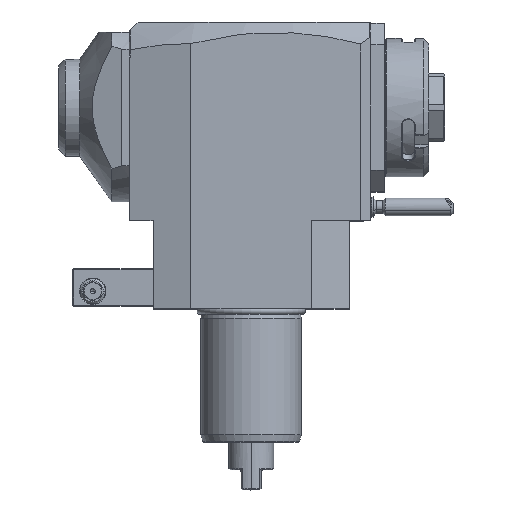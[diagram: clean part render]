
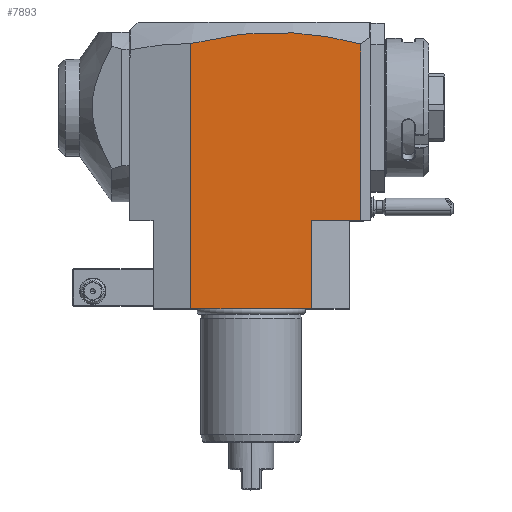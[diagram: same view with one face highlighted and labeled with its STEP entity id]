
A CAD part, top view. The second image highlights one B-rep face of the part: STEP entity #7893.
In plain terms, the highlighted planar face has unit normal (0, 0, 1).
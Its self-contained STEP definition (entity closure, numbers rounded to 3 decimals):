
#140=DIRECTION('',(0.,-1.,0.));
#141=VECTOR('',#140,70.258);
#142=CARTESIAN_POINT('',(43.5,105.258,37.5));
#143=LINE('',#142,#141);
#144=DIRECTION('',(-1.,0.,0.));
#145=VECTOR('',#144,19.5);
#146=CARTESIAN_POINT('',(43.5,35.,37.5));
#147=LINE('',#146,#145);
#148=CARTESIAN_POINT('',(-24.,105.435,37.5));
#149=CARTESIAN_POINT('',(-18.371,106.939,37.5));
#150=CARTESIAN_POINT('',(-7.115,109.162,37.5));
#151=CARTESIAN_POINT('',(9.762,110.233,37.5));
#152=CARTESIAN_POINT('',(26.635,109.072,37.5));
#153=CARTESIAN_POINT('',(37.879,106.791,37.5));
#154=CARTESIAN_POINT('',(43.5,105.258,37.5));
#218=DIRECTION('',(0.,-1.,0.));
#219=VECTOR('',#218,105.435);
#220=CARTESIAN_POINT('',(-24.,105.435,37.5));
#221=LINE('',#220,#219);
#238=DIRECTION('',(-1.,0.,0.));
#239=VECTOR('',#238,48.);
#240=CARTESIAN_POINT('',(24.,0.,37.5));
#241=LINE('',#240,#239);
#2718=DIRECTION('',(0.,1.,0.));
#2719=VECTOR('',#2718,35.);
#2720=CARTESIAN_POINT('',(24.,0.,37.5));
#2721=LINE('',#2720,#2719);
#7120=VERTEX_POINT('',#148);
#7121=VERTEX_POINT('',#154);
#7445=CARTESIAN_POINT('',(43.5,35.,37.5));
#7446=VERTEX_POINT('',#7445);
#7482=CARTESIAN_POINT('',(24.,0.,37.5));
#7483=VERTEX_POINT('',#7482);
#7484=CARTESIAN_POINT('',(-24.,0.,37.5));
#7485=VERTEX_POINT('',#7484);
#7644=CARTESIAN_POINT('',(24.,35.,37.5));
#7645=VERTEX_POINT('',#7644);
#7875=CARTESIAN_POINT('',(-39.202,35.,37.5));
#7876=DIRECTION('',(0.,0.,1.));
#7877=DIRECTION('',(1.,0.,0.));
#7878=AXIS2_PLACEMENT_3D('',#7875,#7876,#7877);
#7879=PLANE('',#7878);
#7881=ORIENTED_EDGE('',*,*,#7880,.T.);
#7882=ORIENTED_EDGE('',*,*,#7859,.T.);
#7884=ORIENTED_EDGE('',*,*,#7883,.F.);
#7886=ORIENTED_EDGE('',*,*,#7885,.T.);
#7888=ORIENTED_EDGE('',*,*,#7887,.F.);
#7890=ORIENTED_EDGE('',*,*,#7889,.T.);
#7891=EDGE_LOOP('',(#7881,#7882,#7884,#7886,#7888,#7890));
#7892=FACE_OUTER_BOUND('',#7891,.F.);
#155=B_SPLINE_CURVE_WITH_KNOTS('',3,(#148,#149,#150,#151,#152,#153,#154),
.UNSPECIFIED.,.F.,.F.,(4,1,1,1,4),(0.,0.25,0.5,0.75,1.),
.UNSPECIFIED.);
#7859=EDGE_CURVE('',#7446,#7645,#147,.T.);
#7880=EDGE_CURVE('',#7121,#7446,#143,.T.);
#7883=EDGE_CURVE('',#7483,#7645,#2721,.T.);
#7885=EDGE_CURVE('',#7483,#7485,#241,.T.);
#7887=EDGE_CURVE('',#7120,#7485,#221,.T.);
#7889=EDGE_CURVE('',#7120,#7121,#155,.T.);
#7893=ADVANCED_FACE('',(#7892),#7879,.T.);
